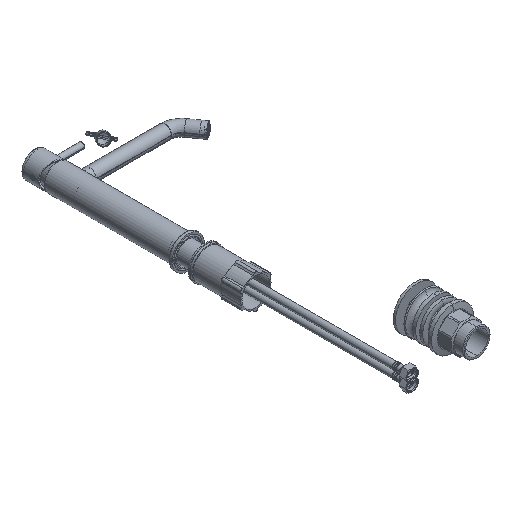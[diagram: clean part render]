
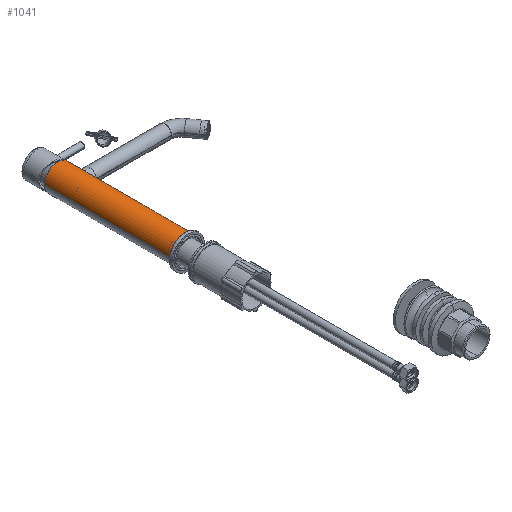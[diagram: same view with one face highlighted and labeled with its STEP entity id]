
A CAD part, isometric view. The second image highlights one B-rep face of the part: STEP entity #1041.
In plain terms, the highlighted cylindrical face has radius 20 mm (diameter 40 mm), a partial arc.
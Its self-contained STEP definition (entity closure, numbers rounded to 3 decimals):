
#307=CARTESIAN_POINT('',(19.299,170.5,5.25));
#308=CARTESIAN_POINT('',(19.299,170.847,5.25));
#309=CARTESIAN_POINT('',(19.317,171.528,5.183));
#310=CARTESIAN_POINT('',(19.397,172.528,4.88));
#311=CARTESIAN_POINT('',(19.516,173.442,4.388));
#312=CARTESIAN_POINT('',(19.653,174.235,3.736));
#313=CARTESIAN_POINT('',(19.788,174.886,2.944));
#314=CARTESIAN_POINT('',(19.905,175.38,2.034));
#315=CARTESIAN_POINT('',(19.985,175.692,0.988));
#316=CARTESIAN_POINT('',(20.,175.75,0.33));
#317=CARTESIAN_POINT('',(20.,175.75,0.));
#319=CARTESIAN_POINT('',(20.,165.25,0.));
#320=CARTESIAN_POINT('',(20.,165.25,0.328));
#321=CARTESIAN_POINT('',(19.985,165.308,0.983));
#322=CARTESIAN_POINT('',(19.906,165.616,2.024));
#323=CARTESIAN_POINT('',(19.789,166.109,2.939));
#324=CARTESIAN_POINT('',(19.653,166.763,3.735));
#325=CARTESIAN_POINT('',(19.516,167.556,4.387));
#326=CARTESIAN_POINT('',(19.397,168.471,4.879));
#327=CARTESIAN_POINT('',(19.317,169.471,5.183));
#328=CARTESIAN_POINT('',(19.299,170.152,5.25));
#329=CARTESIAN_POINT('',(19.299,170.5,5.25));
#331=CARTESIAN_POINT('',(0.,0.,0.));
#332=DIRECTION('',(0.,-1.,0.));
#333=DIRECTION('',(1.,0.,0.));
#334=AXIS2_PLACEMENT_3D('',#331,#332,#333);
#366=DIRECTION('',(0.,1.,0.));
#367=VECTOR('',#366,16.75);
#368=CARTESIAN_POINT('',(20.,175.75,0.));
#369=LINE('',#368,#367);
#370=DIRECTION('',(0.,1.,0.));
#371=VECTOR('',#370,192.5);
#372=CARTESIAN_POINT('',(-20.,0.,0.));
#373=LINE('',#372,#371);
#379=DIRECTION('',(0.,1.,0.));
#380=VECTOR('',#379,165.25);
#381=CARTESIAN_POINT('',(20.,0.,0.));
#382=LINE('',#381,#380);
#400=CARTESIAN_POINT('',(0.,192.5,0.));
#401=DIRECTION('',(0.,-1.,0.));
#402=DIRECTION('',(1.,0.,0.));
#403=AXIS2_PLACEMENT_3D('',#400,#401,#402);
#463=CARTESIAN_POINT('',(-20.,0.,0.));
#464=CARTESIAN_POINT('',(-20.,192.5,0.));
#465=VERTEX_POINT('',#463);
#466=VERTEX_POINT('',#464);
#467=CARTESIAN_POINT('',(20.,0.,0.));
#468=VERTEX_POINT('',#467);
#469=CARTESIAN_POINT('',(20.,192.5,0.));
#470=VERTEX_POINT('',#469);
#483=VERTEX_POINT('',#307);
#484=VERTEX_POINT('',#317);
#485=VERTEX_POINT('',#319);
#1021=CARTESIAN_POINT('',(0.,202.125,0.));
#1022=DIRECTION('',(0.,-1.,0.));
#1023=DIRECTION('',(-1.,0.,0.));
#1024=AXIS2_PLACEMENT_3D('',#1021,#1022,#1023);
#1025=CYLINDRICAL_SURFACE('',#1024,20.);
#1027=ORIENTED_EDGE('',*,*,#1026,.F.);
#1029=ORIENTED_EDGE('',*,*,#1028,.F.);
#1031=ORIENTED_EDGE('',*,*,#1030,.F.);
#1032=ORIENTED_EDGE('',*,*,#1010,.T.);
#1034=ORIENTED_EDGE('',*,*,#1033,.T.);
#1036=ORIENTED_EDGE('',*,*,#1035,.F.);
#1038=ORIENTED_EDGE('',*,*,#1037,.F.);
#1039=EDGE_LOOP('',(#1027,#1029,#1031,#1032,#1034,#1036,#1038));
#1040=FACE_OUTER_BOUND('',#1039,.F.);
#1041=ADVANCED_FACE('',(#1040),#1025,.T.);
#318=B_SPLINE_CURVE_WITH_KNOTS('',3,(#307,#308,#309,#310,#311,#312,#313,#314,
#315,#316,#317),.UNSPECIFIED.,.F.,.F.,(4,1,1,1,1,1,1,1,4),(0.,0.125,0.25,
0.375,0.5,0.625,0.75,0.875,1.),.UNSPECIFIED.);
#330=B_SPLINE_CURVE_WITH_KNOTS('',3,(#319,#320,#321,#322,#323,#324,#325,#326,
#327,#328,#329),.UNSPECIFIED.,.F.,.F.,(4,1,1,1,1,1,1,1,4),(0.,0.125,0.25,
0.375,0.5,0.625,0.75,0.875,1.),.UNSPECIFIED.);
#335=CIRCLE('',#334,20.);
#404=CIRCLE('',#403,20.);
#1010=EDGE_CURVE('',#468,#465,#335,.T.);
#1026=EDGE_CURVE('',#483,#484,#318,.T.);
#1028=EDGE_CURVE('',#485,#483,#330,.T.);
#1030=EDGE_CURVE('',#468,#485,#382,.T.);
#1033=EDGE_CURVE('',#465,#466,#373,.T.);
#1035=EDGE_CURVE('',#470,#466,#404,.T.);
#1037=EDGE_CURVE('',#484,#470,#369,.T.);
